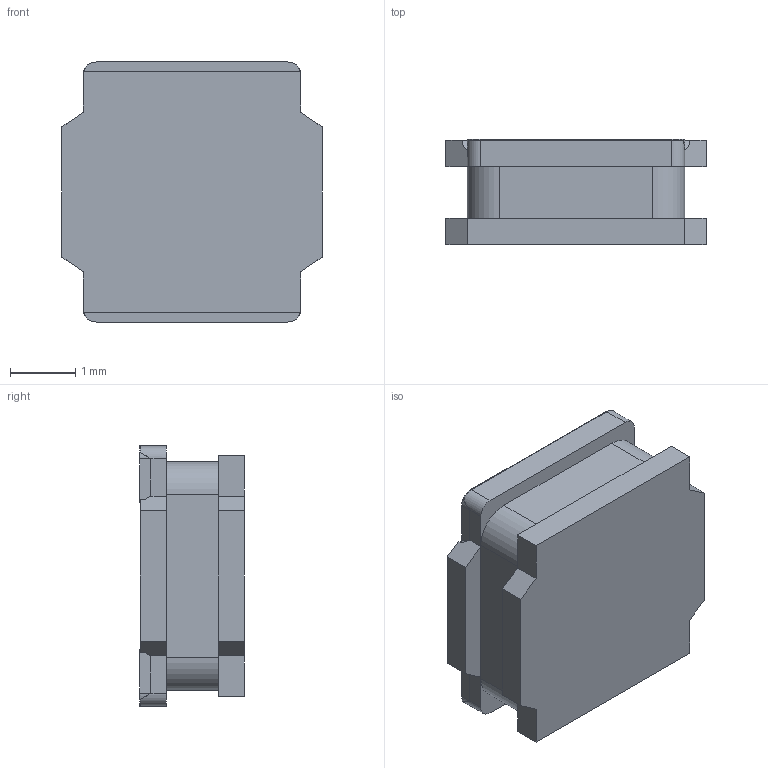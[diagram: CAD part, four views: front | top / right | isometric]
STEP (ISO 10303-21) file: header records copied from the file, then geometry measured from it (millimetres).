
FILE_DESCRIPTION (( 'STEP AP214' ), '1' );
FILE_NAME ('PNR4020 SMD Power Inductor.STEP', '2024-08-30T00:08:01', ( '微软用户' ), ( '微软中国' ), 'SwSTEP 2.0', 'SolidWorks 2018', '' );
FILE_SCHEMA (( 'AUTOMOTIVE_DESIGN' ));
Length unit declared in the file: millimetre
Products named in the file (1): PNR4020 SMD Power Inductor
Bounding box: 4 x 1.61 x 4 mm (x, y, z)
Volume: 20.7 mm3; surface area: 120.7 mm2
Topology: 5 solids, 5 shells, 81 faces, 198 edges, 128 vertices
Faces by surface type: plane 65, cylinder 16
Entity records: 3049 total; most frequent: CARTESIAN_POINT 432, ORIENTED_EDGE 396, DIRECTION 386, EDGE_CURVE 198, LINE 158, VECTOR 158, VERTEX_POINT 128, AXIS2_PLACEMENT_3D 114
